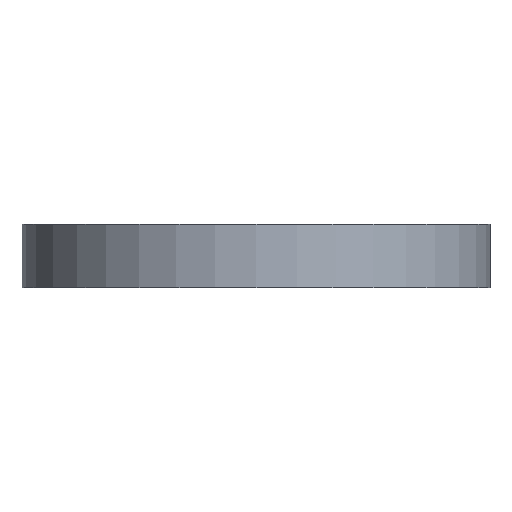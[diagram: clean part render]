
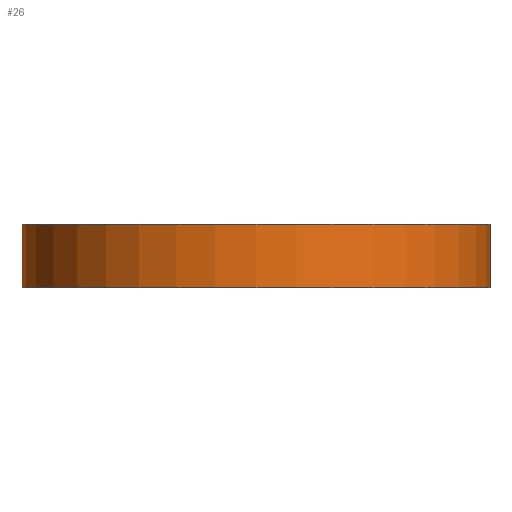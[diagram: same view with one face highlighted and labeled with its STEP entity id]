
A CAD part, front view. The second image highlights one B-rep face of the part: STEP entity #26.
In plain terms, the highlighted cylindrical face has radius 55 mm (diameter 110 mm), a partial arc.
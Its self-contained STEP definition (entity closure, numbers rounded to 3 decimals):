
#26 = ADVANCED_FACE ( 'NONE', ( #566 ), #569, .T. ) ;
#38 = EDGE_CURVE ( 'NONE', #756, #738, #374, .T. ) ;
#40 = EDGE_CURVE ( 'NONE', #763, #737, #378, .T. ) ;
#41 = EDGE_CURVE ( 'NONE', #763, #756, #176, .T. ) ;
#42 = EDGE_CURVE ( 'NONE', #737, #738, #113, .T. ) ;
#107 = AXIS2_PLACEMENT_3D ( 'NONE', #387, #388, #389 ) ;
#110 = AXIS2_PLACEMENT_3D ( 'NONE', #571, #560, #563 ) ;
#113 = CIRCLE ( 'NONE', #107, 55. ) ;
#119 = AXIS2_PLACEMENT_3D ( 'NONE', #384, #385, #386 ) ;
#129 = VECTOR ( 'NONE', #383, 1000. ) ;
#150 = VECTOR ( 'NONE', #379, 1000. ) ;
#176 = CIRCLE ( 'NONE', #119, 55. ) ;
#370 = CARTESIAN_POINT ( 'NONE',  ( 55., 0., 15. ) ) ;
#373 = CARTESIAN_POINT ( 'NONE',  ( -55., 0., 15. ) ) ;
#374 = LINE ( 'NONE', #370, #150 ) ;
#378 = LINE ( 'NONE', #373, #129 ) ;
#379 = DIRECTION ( 'NONE',  ( 0., 0., -1. ) ) ;
#383 = DIRECTION ( 'NONE',  ( 0., 0., -1. ) ) ;
#384 = CARTESIAN_POINT ( 'NONE',  ( 0., 0., 15. ) ) ;
#385 = DIRECTION ( 'NONE',  ( 0., 0., 1. ) ) ;
#386 = DIRECTION ( 'NONE',  ( 1., 0., 0. ) ) ;
#387 = CARTESIAN_POINT ( 'NONE',  ( 0., 0., 0. ) ) ;
#388 = DIRECTION ( 'NONE',  ( 0., 0., 1. ) ) ;
#389 = DIRECTION ( 'NONE',  ( 1., 0., 0. ) ) ;
#484 = CARTESIAN_POINT ( 'NONE',  ( -55., 0., 0. ) ) ;
#500 = CARTESIAN_POINT ( 'NONE',  ( 55., 0., 0. ) ) ;
#515 = CARTESIAN_POINT ( 'NONE',  ( 55., 0., 15. ) ) ;
#522 = CARTESIAN_POINT ( 'NONE',  ( -55., 0., 15. ) ) ;
#560 = DIRECTION ( 'NONE',  ( 0., 0., -1. ) ) ;
#563 = DIRECTION ( 'NONE',  ( -1., 0., 0. ) ) ;
#566 = FACE_OUTER_BOUND ( 'NONE', #711, .T. ) ;
#569 = CYLINDRICAL_SURFACE ( 'NONE', #110, 55. ) ;
#571 = CARTESIAN_POINT ( 'NONE',  ( 0., 0., 15. ) ) ;
#605 = ORIENTED_EDGE ( 'NONE', *, *, #40, .T. ) ;
#608 = ORIENTED_EDGE ( 'NONE', *, *, #42, .T. ) ;
#622 = ORIENTED_EDGE ( 'NONE', *, *, #38, .F. ) ;
#684 = ORIENTED_EDGE ( 'NONE', *, *, #41, .F. ) ;
#711 = EDGE_LOOP ( 'NONE', ( #622, #684, #605, #608 ) ) ;
#737 = VERTEX_POINT ( 'NONE', #484 ) ;
#738 = VERTEX_POINT ( 'NONE', #500 ) ;
#756 = VERTEX_POINT ( 'NONE', #515 ) ;
#763 = VERTEX_POINT ( 'NONE', #522 ) ;
